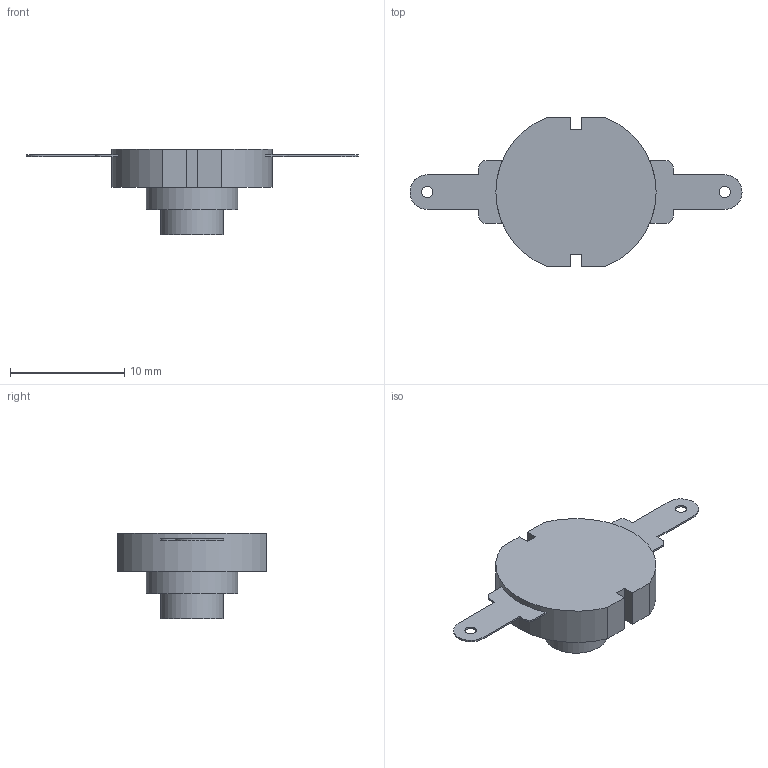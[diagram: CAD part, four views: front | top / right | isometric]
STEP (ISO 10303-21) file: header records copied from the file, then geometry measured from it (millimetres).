
FILE_DESCRIPTION(/* description */ (''),/* implementation_level */ '2;1');
FILE_NAME(/* name */ 'button mxuteuk YX-1214.step',/* time_stamp */ '2022-11-30T19:46:40-05:00',/* author */ (''),/* organization */ (''),/* preprocessor_version */ 'ST-DEVELOPER v19.2',/* originating_system */ 'Autodesk Translation Framework v11.17.0.187',/* authorisation */ '');
FILE_SCHEMA (('AUTOMOTIVE_DESIGN { 1 0 10303 214 3 1 1 }'));
Length unit declared in the file: millimetre
Products named in the file (1): button mxuteuk YX-1214
Bounding box: 29 x 13 x 7.5 mm (x, y, z)
Volume: 595.4 mm3; surface area: 826.4 mm2
Topology: 4 solids, 4 shells, 157 faces, 369 edges, 230 vertices
Faces by surface type: plane 72, cylinder 69, torus 16
Full cylindrical faces by diameter (mm): 1 x2, 1.3 x4, 5.5 x2, 8 x1
Entity records: 4792 total; most frequent: CARTESIAN_POINT 1109, DIRECTION 759, ORIENTED_EDGE 738, EDGE_CURVE 369, AXIS2_PLACEMENT_3D 264, LINE 231, VECTOR 231, VERTEX_POINT 230
